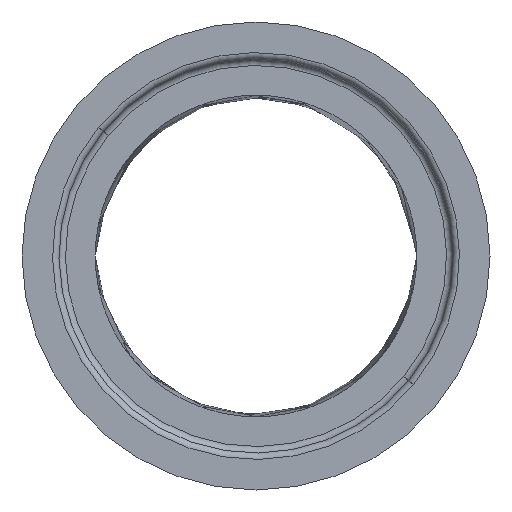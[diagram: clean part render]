
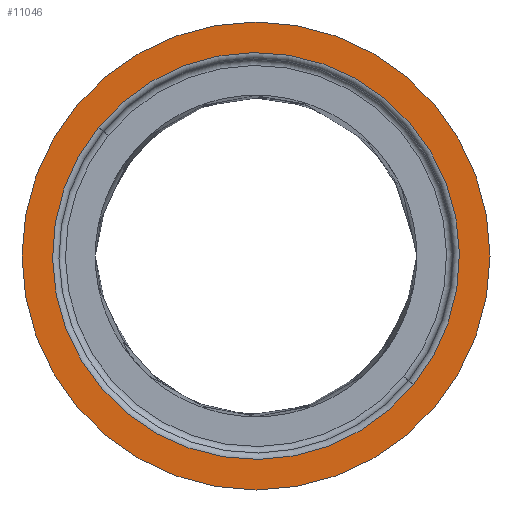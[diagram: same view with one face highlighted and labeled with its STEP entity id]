
A CAD part, front view. The second image highlights one B-rep face of the part: STEP entity #11046.
In plain terms, the highlighted face is planar.
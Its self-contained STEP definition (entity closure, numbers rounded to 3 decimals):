
#404 = DIRECTION ( 'NONE',  ( 0., 0., 1. ) ) ;
#777 = CARTESIAN_POINT ( 'NONE',  ( 0., 0., -90. ) ) ;
#1138 = DIRECTION ( 'NONE',  ( 0., 0., -1. ) ) ;
#1323 = DIRECTION ( 'NONE',  ( 0., 0., -1. ) ) ;
#1516 = ORIENTED_EDGE ( 'NONE', *, *, #15154, .T. ) ;
#3178 = DIRECTION ( 'NONE',  ( -1., 0., 0. ) ) ;
#3812 = FACE_OUTER_BOUND ( 'NONE', #19911, .T. ) ;
#3927 = DIRECTION ( 'NONE',  ( 1., 0., 0. ) ) ;
#4037 = FACE_BOUND ( 'NONE', #12107, .T. ) ;
#4770 = CARTESIAN_POINT ( 'NONE',  ( -364., 0., -90. ) ) ;
#5716 = AXIS2_PLACEMENT_3D ( 'NONE', #9955, #1138, #22360 ) ;
#7065 = ORIENTED_EDGE ( 'NONE', *, *, #14172, .T. ) ;
#7678 = DIRECTION ( 'NONE',  ( 0.775, 0.632, 0. ) ) ;
#8129 = CARTESIAN_POINT ( 'NONE',  ( 364., 0., -90. ) ) ;
#9152 = PLANE ( 'NONE',  #15105 ) ;
#9955 = CARTESIAN_POINT ( 'NONE',  ( 0., 0., -90. ) ) ;
#10597 = VERTEX_POINT ( 'NONE', #4770 ) ;
#10926 = ORIENTED_EDGE ( 'NONE', *, *, #13380, .T. ) ;
#10947 = CARTESIAN_POINT ( 'NONE',  ( 0., 0., -90. ) ) ;
#11046 = ADVANCED_FACE ( 'NONE', ( #4037, #3812 ), #9152, .F. ) ;
#11262 = CIRCLE ( 'NONE', #18314, 316.5 ) ;
#11963 = CIRCLE ( 'NONE', #21220, 316.5 ) ;
#12107 = EDGE_LOOP ( 'NONE', ( #15536, #10926 ) ) ;
#12747 = CARTESIAN_POINT ( 'NONE',  ( 0., 0., -90. ) ) ;
#13380 = EDGE_CURVE ( 'NONE', #14386, #19076, #11262, .T. ) ;
#13888 = CIRCLE ( 'NONE', #5716, 364. ) ;
#14172 = EDGE_CURVE ( 'NONE', #20008, #10597, #13888, .T. ) ;
#14386 = VERTEX_POINT ( 'NONE', #16022 ) ;
#15105 = AXIS2_PLACEMENT_3D ( 'NONE', #12747, #19826, #3927 ) ;
#15154 = EDGE_CURVE ( 'NONE', #10597, #20008, #18995, .T. ) ;
#15536 = ORIENTED_EDGE ( 'NONE', *, *, #18137, .T. ) ;
#15744 = CARTESIAN_POINT ( 'NONE',  ( 245.17, 200.16, -90. ) ) ;
#16022 = CARTESIAN_POINT ( 'NONE',  ( -245.17, -200.16, -90. ) ) ;
#16253 = DIRECTION ( 'NONE',  ( 0., 0., 1. ) ) ;
#16476 = CARTESIAN_POINT ( 'NONE',  ( 0., 0., -90. ) ) ;
#17888 = AXIS2_PLACEMENT_3D ( 'NONE', #777, #1323, #3178 ) ;
#18137 = EDGE_CURVE ( 'NONE', #19076, #14386, #11963, .T. ) ;
#18314 = AXIS2_PLACEMENT_3D ( 'NONE', #10947, #404, #7678 ) ;
#18995 = CIRCLE ( 'NONE', #17888, 364. ) ;
#19076 = VERTEX_POINT ( 'NONE', #15744 ) ;
#19826 = DIRECTION ( 'NONE',  ( 0., 0., 1. ) ) ;
#19911 = EDGE_LOOP ( 'NONE', ( #1516, #7065 ) ) ;
#20008 = VERTEX_POINT ( 'NONE', #8129 ) ;
#21220 = AXIS2_PLACEMENT_3D ( 'NONE', #16476, #16253, #22042 ) ;
#22042 = DIRECTION ( 'NONE',  ( 0.775, 0.632, 0. ) ) ;
#22360 = DIRECTION ( 'NONE',  ( -1., 0., 0. ) ) ;
